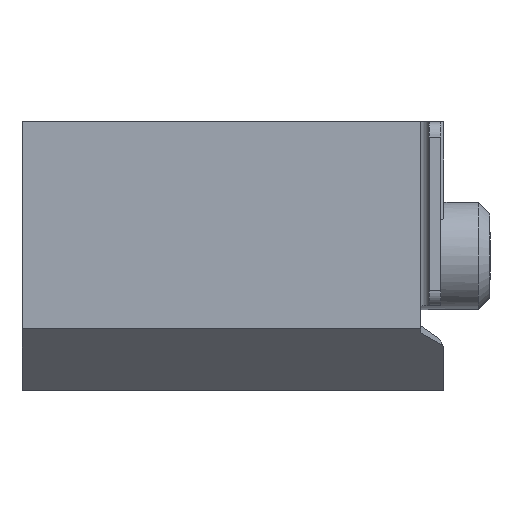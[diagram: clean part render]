
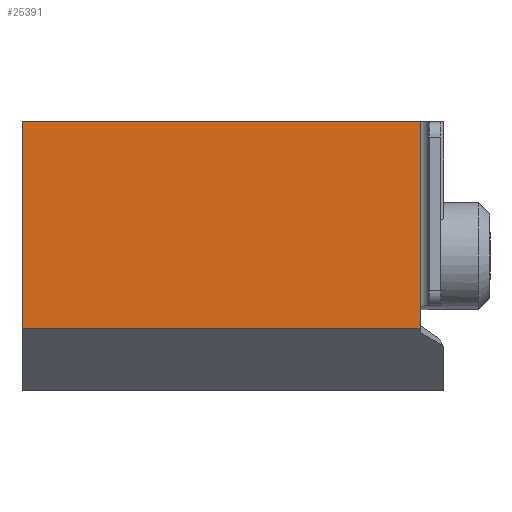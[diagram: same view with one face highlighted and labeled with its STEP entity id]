
A CAD part, left-side view. The second image highlights one B-rep face of the part: STEP entity #25391.
In plain terms, the highlighted planar face has unit normal (-1, 0, 0).
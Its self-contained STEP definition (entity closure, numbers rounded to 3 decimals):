
#299=DIRECTION('',(0.,0.,-1.));
#300=VECTOR('',#299,2.7);
#301=CARTESIAN_POINT('',(-12.1,5.5,1.75));
#302=LINE('',#301,#300);
#311=DIRECTION('',(0.,-1.,0.));
#312=VECTOR('',#311,5.2);
#313=CARTESIAN_POINT('',(-12.1,5.5,1.75));
#314=LINE('',#313,#312);
#315=DIRECTION('',(0.,0.,-1.));
#316=VECTOR('',#315,2.7);
#317=CARTESIAN_POINT('',(-12.1,0.3,1.75));
#318=LINE('',#317,#316);
#9486=DIRECTION('',(0.,-1.,0.));
#9487=VECTOR('',#9486,5.2);
#9488=CARTESIAN_POINT('',(-12.1,5.5,-0.95));
#9489=LINE('',#9488,#9487);
#19226=CARTESIAN_POINT('',(-12.1,0.3,1.75));
#19227=VERTEX_POINT('',#19226);
#19228=CARTESIAN_POINT('',(-12.1,5.5,1.75));
#19229=VERTEX_POINT('',#19228);
#19312=CARTESIAN_POINT('',(-12.1,5.5,-0.95));
#19313=VERTEX_POINT('',#19312);
#19330=CARTESIAN_POINT('',(-12.1,0.3,-0.95));
#19331=VERTEX_POINT('',#19330);
#25378=CARTESIAN_POINT('',(-12.1,2.9,0.4));
#25379=DIRECTION('',(1.,0.,0.));
#25380=DIRECTION('',(0.,1.,0.));
#25381=AXIS2_PLACEMENT_3D('',#25378,#25379,#25380);
#25382=PLANE('',#25381);
#25383=ORIENTED_EDGE('',*,*,#25351,.F.);
#25384=ORIENTED_EDGE('',*,*,#25068,.T.);
#25386=ORIENTED_EDGE('',*,*,#25385,.T.);
#25388=ORIENTED_EDGE('',*,*,#25387,.F.);
#25389=EDGE_LOOP('',(#25383,#25384,#25386,#25388));
#25390=FACE_OUTER_BOUND('',#25389,.F.);
#25391=ADVANCED_FACE('',(#25390),#25382,.F.);
#25068=EDGE_CURVE('',#19229,#19227,#314,.T.);
#25351=EDGE_CURVE('',#19229,#19313,#302,.T.);
#25385=EDGE_CURVE('',#19227,#19331,#318,.T.);
#25387=EDGE_CURVE('',#19313,#19331,#9489,.T.);
